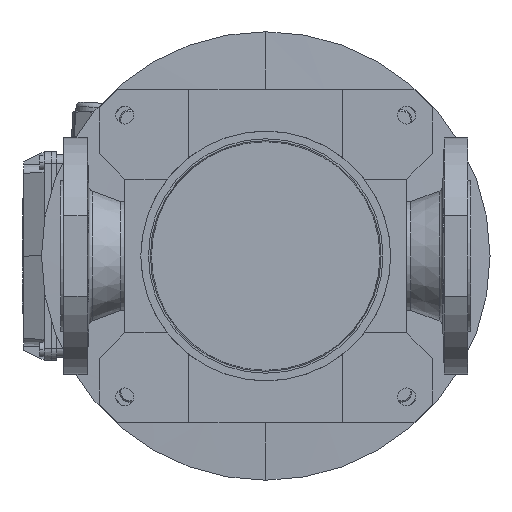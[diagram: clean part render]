
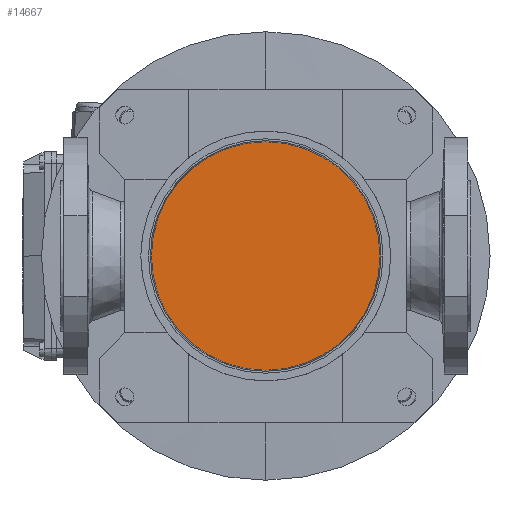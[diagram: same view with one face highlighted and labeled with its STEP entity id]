
A CAD part, front view. The second image highlights one B-rep face of the part: STEP entity #14667.
In plain terms, the highlighted planar face has unit normal (0, -1, 0).
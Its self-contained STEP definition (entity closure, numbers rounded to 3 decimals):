
#8970 = CIRCLE ( 'NONE', #25427, 89.214 ) ;
#10975 = DIRECTION ( 'NONE',  ( 0., 1., 0. ) ) ;
#14632 = AXIS2_PLACEMENT_3D ( 'NONE', #76480, #84846, #115736 ) ;
#14667 = ADVANCED_FACE ( 'NONE', ( #33375 ), #32732, .T. ) ;
#21781 = DIRECTION ( 'NONE',  ( 0., 0., -1. ) ) ;
#25427 = AXIS2_PLACEMENT_3D ( 'NONE', #43625, #10975, #50253 ) ;
#32732 = PLANE ( 'NONE',  #96563 ) ;
#33375 = FACE_OUTER_BOUND ( 'NONE', #87610, .T. ) ;
#43625 = CARTESIAN_POINT ( 'NONE',  ( 0., -46., 0. ) ) ;
#47801 = EDGE_CURVE ( 'NONE', #77710, #50000, #78407, .T. ) ;
#50000 = VERTEX_POINT ( 'NONE', #102770 ) ;
#50253 = DIRECTION ( 'NONE',  ( 0., 0., 1. ) ) ;
#61682 = CARTESIAN_POINT ( 'NONE',  ( 0., -46., 0. ) ) ;
#76480 = CARTESIAN_POINT ( 'NONE',  ( 0., -46., 0. ) ) ;
#77710 = VERTEX_POINT ( 'NONE', #87773 ) ;
#78407 = CIRCLE ( 'NONE', #14632, 89.214 ) ;
#82359 = EDGE_CURVE ( 'NONE', #50000, #77710, #8970, .T. ) ;
#84846 = DIRECTION ( 'NONE',  ( 0., 1., 0. ) ) ;
#85399 = ORIENTED_EDGE ( 'NONE', *, *, #47801, .F. ) ;
#87610 = EDGE_LOOP ( 'NONE', ( #115814, #85399 ) ) ;
#87773 = CARTESIAN_POINT ( 'NONE',  ( 0., -46., 89.214 ) ) ;
#96563 = AXIS2_PLACEMENT_3D ( 'NONE', #61682, #100958, #21781 ) ;
#100958 = DIRECTION ( 'NONE',  ( 0., -1., 0. ) ) ;
#102770 = CARTESIAN_POINT ( 'NONE',  ( 0., -46., -89.214 ) ) ;
#115736 = DIRECTION ( 'NONE',  ( 0., 0., 1. ) ) ;
#115814 = ORIENTED_EDGE ( 'NONE', *, *, #82359, .F. ) ;
